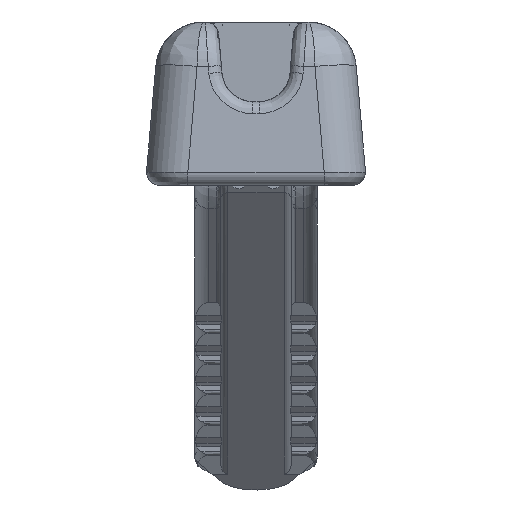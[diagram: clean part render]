
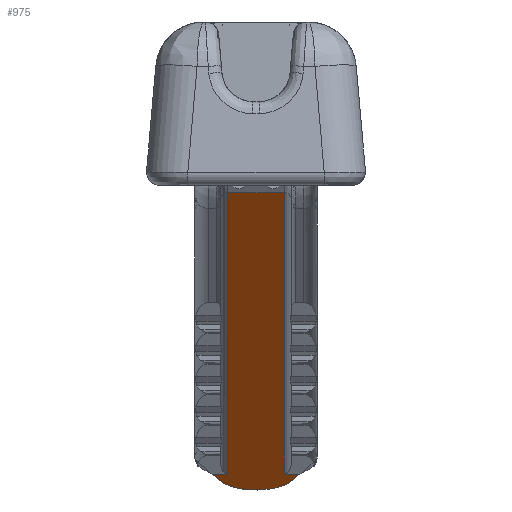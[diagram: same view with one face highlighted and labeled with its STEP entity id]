
A CAD part, front view. The second image highlights one B-rep face of the part: STEP entity #975.
In plain terms, the highlighted planar face has unit normal (0, -0.407, -0.913).
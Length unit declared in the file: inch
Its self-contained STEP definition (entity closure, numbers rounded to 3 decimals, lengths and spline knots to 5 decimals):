
#195=B_SPLINE_CURVE_WITH_KNOTS('',3,(#5991,#5992,#5993,#5994,#5995,#5996,
#5997,#5998,#5999,#6000),.UNSPECIFIED.,.F.,.F.,(4,2,2,2,4),(0.,0.25,0.5,
0.75,1.),.UNSPECIFIED.);
#333=PLANE('',#3897);
#532=LINE('',#5988,#754);
#533=LINE('',#6002,#755);
#534=LINE('',#6004,#756);
#535=LINE('',#6006,#757);
#536=LINE('',#6008,#758);
#754=VECTOR('',#4450,1.);
#755=VECTOR('',#4451,1.);
#756=VECTOR('',#4452,1.);
#757=VECTOR('',#4453,1.);
#758=VECTOR('',#4454,1.);
#975=ADVANCED_FACE('',(#1209),#333,.F.);
#1209=FACE_OUTER_BOUND('',#1420,.T.);
#1420=EDGE_LOOP('',(#2004,#2005,#2006,#2007,#2008,#2009));
#2004=ORIENTED_EDGE('',*,*,#3299,.F.);
#2005=ORIENTED_EDGE('',*,*,#3300,.T.);
#2006=ORIENTED_EDGE('',*,*,#3301,.F.);
#2007=ORIENTED_EDGE('',*,*,#3302,.F.);
#2008=ORIENTED_EDGE('',*,*,#3303,.T.);
#2009=ORIENTED_EDGE('',*,*,#3304,.T.);
#2878=VERTEX_POINT('',#5989);
#2879=VERTEX_POINT('',#5990);
#2880=VERTEX_POINT('',#6001);
#2881=VERTEX_POINT('',#6003);
#2882=VERTEX_POINT('',#6005);
#2883=VERTEX_POINT('',#6007);
#3299=EDGE_CURVE('',#2878,#2879,#532,.T.);
#3300=EDGE_CURVE('',#2878,#2880,#195,.T.);
#3301=EDGE_CURVE('',#2881,#2880,#533,.T.);
#3302=EDGE_CURVE('',#2882,#2881,#534,.T.);
#3303=EDGE_CURVE('',#2882,#2883,#535,.T.);
#3304=EDGE_CURVE('',#2883,#2879,#536,.T.);
#3897=AXIS2_PLACEMENT_3D('',#6009,#4455,#4456);
#4450=DIRECTION('',(1.,0.,0.));
#4451=DIRECTION('',(1.,0.,0.));
#4452=DIRECTION('',(0.,0.914,-0.407));
#4453=DIRECTION('',(-1.,0.,0.));
#4454=DIRECTION('',(0.,0.914,-0.407));
#4455=DIRECTION('',(0.,0.407,0.914));
#4456=DIRECTION('',(0.,0.914,-0.407));
#5988=CARTESIAN_POINT('',(-2.21655,7.95935,-0.62942));
#5989=CARTESIAN_POINT('',(-2.33531,7.95935,-0.62942));
#5990=CARTESIAN_POINT('',(-2.3175,7.95935,-0.62942));
#5991=CARTESIAN_POINT('',(-2.33527,7.95931,-0.6294));
#5992=CARTESIAN_POINT('',(-2.33009,7.96915,-0.63378));
#5993=CARTESIAN_POINT('',(-2.32644,7.97938,-0.63833));
#5994=CARTESIAN_POINT('',(-2.30888,7.99585,-0.64566));
#5995=CARTESIAN_POINT('',(-2.29823,7.99998,-0.6475));
#5996=CARTESIAN_POINT('',(-2.27293,8.00002,-0.64752));
#5997=CARTESIAN_POINT('',(-2.2609,7.99467,-0.64514));
#5998=CARTESIAN_POINT('',(-2.24602,7.98066,-0.6389));
#5999=CARTESIAN_POINT('',(-2.24064,7.96936,-0.63387));
#6000=CARTESIAN_POINT('',(-2.23586,7.95935,-0.62942));
#6001=CARTESIAN_POINT('',(-2.23579,7.95935,-0.62942));
#6002=CARTESIAN_POINT('',(-2.21655,7.95935,-0.62942));
#6003=CARTESIAN_POINT('',(-2.2536,7.95935,-0.62942));
#6004=CARTESIAN_POINT('',(-2.2536,7.24416,-0.31099));
#6005=CARTESIAN_POINT('',(-2.2536,7.24416,-0.31099));
#6006=CARTESIAN_POINT('',(-2.2536,7.24416,-0.31099));
#6007=CARTESIAN_POINT('',(-2.3175,7.24416,-0.31099));
#6008=CARTESIAN_POINT('',(-2.3175,7.24416,-0.31099));
#6009=CARTESIAN_POINT('',(7.47345,7.192,-0.28777));
